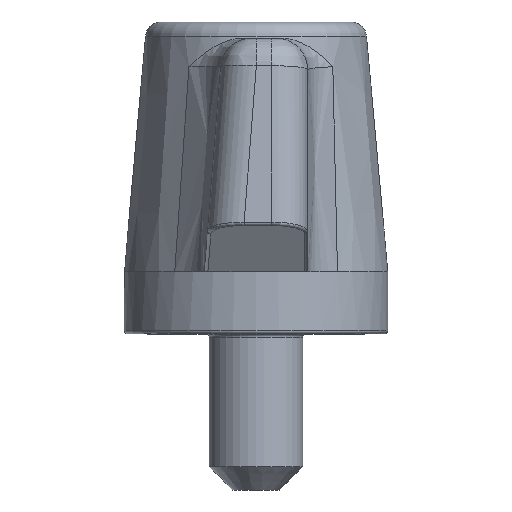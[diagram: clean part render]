
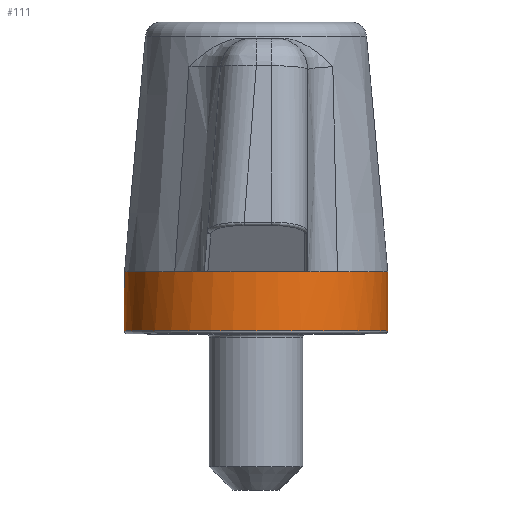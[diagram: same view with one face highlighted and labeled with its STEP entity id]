
A CAD part, front view. The second image highlights one B-rep face of the part: STEP entity #111.
In plain terms, the highlighted cylindrical face has radius 8.45 mm (diameter 16.9 mm), a full revolution.
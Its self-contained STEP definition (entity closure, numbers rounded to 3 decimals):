
#111 = ADVANCED_FACE( '', ( #263, #264 ), #265, .T. );
#263 = FACE_OUTER_BOUND( '', #911, .T. );
#264 = FACE_OUTER_BOUND( '', #912, .T. );
#265 = CYLINDRICAL_SURFACE( '', #913, 8.45 );
#911 = EDGE_LOOP( '', ( #1698 ) );
#912 = EDGE_LOOP( '', ( #1699, #1700, #1701, #1702 ) );
#913 = AXIS2_PLACEMENT_3D( '', #1703, #1704, #1705 );
#1698 = ORIENTED_EDGE( '', *, *, #2103, .T. );
#1699 = ORIENTED_EDGE( '', *, *, #2104, .F. );
#1700 = ORIENTED_EDGE( '', *, *, #2105, .F. );
#1701 = ORIENTED_EDGE( '', *, *, #2106, .F. );
#1702 = ORIENTED_EDGE( '', *, *, #2107, .F. );
#1703 = CARTESIAN_POINT( '', ( 0., 0., 20. ) );
#1704 = DIRECTION( '', ( 0., 0., -1. ) );
#1705 = DIRECTION( '', ( 1., 0., 0. ) );
#2103 = EDGE_CURVE( '', #2323, #2323, #2324, .T. );
#2104 = EDGE_CURVE( '', #2325, #2326, #2327, .T. );
#2105 = EDGE_CURVE( '', #2328, #2325, #2329, .T. );
#2106 = EDGE_CURVE( '', #2231, #2328, #2330, .T. );
#2107 = EDGE_CURVE( '', #2326, #2231, #2331, .T. );
#2231 = VERTEX_POINT( '', #2519 );
#2323 = VERTEX_POINT( '', #2701 );
#2324 = CIRCLE( '', #2702, 8.45 );
#2325 = VERTEX_POINT( '', #2703 );
#2326 = VERTEX_POINT( '', #2704 );
#2327 = CIRCLE( '', #2705, 8.45 );
#2328 = VERTEX_POINT( '', #2706 );
#2329 = CIRCLE( '', #2707, 8.45 );
#2330 = CIRCLE( '', #2708, 8.45 );
#2331 = CIRCLE( '', #2709, 8.45 );
#2519 = CARTESIAN_POINT( '', ( -5.21, -6.653, 4. ) );
#2701 = CARTESIAN_POINT( '', ( 8.45, 0., 0.2 ) );
#2702 = AXIS2_PLACEMENT_3D( '', #3322, #3323, #3324 );
#2703 = CARTESIAN_POINT( '', ( 5.21, 6.653, 4. ) );
#2704 = CARTESIAN_POINT( '', ( -5.222, 6.643, 4. ) );
#2705 = AXIS2_PLACEMENT_3D( '', #3325, #3326, #3327 );
#2706 = CARTESIAN_POINT( '', ( 5.222, -6.643, 4. ) );
#2707 = AXIS2_PLACEMENT_3D( '', #3328, #3329, #3330 );
#2708 = AXIS2_PLACEMENT_3D( '', #3331, #3332, #3333 );
#2709 = AXIS2_PLACEMENT_3D( '', #3334, #3335, #3336 );
#3322 = CARTESIAN_POINT( '', ( 0., 0., 0.2 ) );
#3323 = DIRECTION( '', ( 0., 0., 1. ) );
#3324 = DIRECTION( '', ( 1., 0., 0. ) );
#3325 = CARTESIAN_POINT( '', ( 0., 0., 4. ) );
#3326 = DIRECTION( '', ( 0., 0., 1. ) );
#3327 = DIRECTION( '', ( 1., 0., 0. ) );
#3328 = CARTESIAN_POINT( '', ( 0., 0., 4. ) );
#3329 = DIRECTION( '', ( 0., 0., 1. ) );
#3330 = DIRECTION( '', ( 1., 0., 0. ) );
#3331 = CARTESIAN_POINT( '', ( 0., 0., 4. ) );
#3332 = DIRECTION( '', ( 0., 0., 1. ) );
#3333 = DIRECTION( '', ( 1., 0., 0. ) );
#3334 = CARTESIAN_POINT( '', ( 0., 0., 4. ) );
#3335 = DIRECTION( '', ( 0., 0., 1. ) );
#3336 = DIRECTION( '', ( 1., 0., 0. ) );
